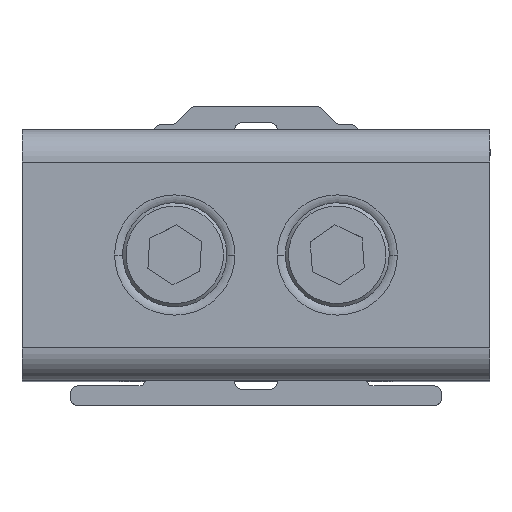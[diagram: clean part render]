
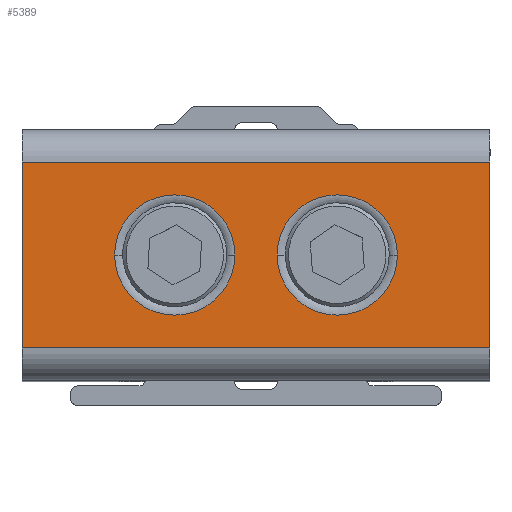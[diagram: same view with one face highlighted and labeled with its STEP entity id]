
A CAD part, top view. The second image highlights one B-rep face of the part: STEP entity #5389.
In plain terms, the highlighted face is planar.
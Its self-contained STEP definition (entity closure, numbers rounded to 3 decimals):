
#33 = CARTESIAN_POINT ( 'NONE',  ( 33.6, 103., 72. ) ) ;
#411 = DIRECTION ( 'NONE',  ( 0., -1., 0. ) ) ;
#465 = PLANE ( 'NONE',  #4257 ) ;
#547 = DIRECTION ( 'NONE',  ( 0., 0., -1. ) ) ;
#608 = DIRECTION ( 'NONE',  ( 0., 0., -1. ) ) ;
#633 = EDGE_CURVE ( 'NONE', #5617, #2360, #3934, .T. ) ;
#664 = CARTESIAN_POINT ( 'NONE',  ( 33.6, 103., 72. ) ) ;
#798 = EDGE_LOOP ( 'NONE', ( #5604, #4772 ) ) ;
#992 = CARTESIAN_POINT ( 'NONE',  ( 19.3, 103., 48.5 ) ) ;
#994 = DIRECTION ( 'NONE',  ( 0., 0., -1. ) ) ;
#1019 = CARTESIAN_POINT ( 'NONE',  ( 19.3, 103., 23.5 ) ) ;
#1145 = DIRECTION ( 'NONE',  ( 0., -1., 0. ) ) ;
#1167 = LINE ( 'NONE', #5448, #4351 ) ;
#1307 = VECTOR ( 'NONE', #994, 1000. ) ;
#1308 = EDGE_CURVE ( 'NONE', #4466, #4590, #4878, .T. ) ;
#1462 = DIRECTION ( 'NONE',  ( 0., 0., -1. ) ) ;
#1475 = AXIS2_PLACEMENT_3D ( 'NONE', #1019, #4591, #1565 ) ;
#1491 = CARTESIAN_POINT ( 'NONE',  ( 19.3, 103., 48.5 ) ) ;
#1513 = FACE_OUTER_BOUND ( 'NONE', #4677, .T. ) ;
#1565 = DIRECTION ( 'NONE',  ( 0., 0., -1. ) ) ;
#1604 = DIRECTION ( 'NONE',  ( 0., 0., -1. ) ) ;
#1912 = CARTESIAN_POINT ( 'NONE',  ( 5., 103., 72. ) ) ;
#2159 = CARTESIAN_POINT ( 'NONE',  ( 19.3, 103., 57.75 ) ) ;
#2360 = VERTEX_POINT ( 'NONE', #2859 ) ;
#2394 = FACE_BOUND ( 'NONE', #798, .T. ) ;
#2458 = ORIENTED_EDGE ( 'NONE', *, *, #6331, .T. ) ;
#2564 = DIRECTION ( 'NONE',  ( 0., -1., 0. ) ) ;
#2701 = ORIENTED_EDGE ( 'NONE', *, *, #633, .F. ) ;
#2710 = VERTEX_POINT ( 'NONE', #4662 ) ;
#2848 = AXIS2_PLACEMENT_3D ( 'NONE', #992, #3059, #547 ) ;
#2859 = CARTESIAN_POINT ( 'NONE',  ( 5., 103., 0. ) ) ;
#3059 = DIRECTION ( 'NONE',  ( 0., -1., 0. ) ) ;
#3077 = CARTESIAN_POINT ( 'NONE',  ( 5., 103., 72. ) ) ;
#3176 = ORIENTED_EDGE ( 'NONE', *, *, #1308, .T. ) ;
#3255 = VECTOR ( 'NONE', #6054, 1000. ) ;
#3506 = CIRCLE ( 'NONE', #6160, 9.25 ) ;
#3534 = VECTOR ( 'NONE', #1604, 1000. ) ;
#3632 = CARTESIAN_POINT ( 'NONE',  ( 19.3, 103., 32.75 ) ) ;
#3659 = EDGE_CURVE ( 'NONE', #3833, #2710, #6186, .T. ) ;
#3724 = EDGE_CURVE ( 'NONE', #2710, #3833, #3918, .T. ) ;
#3763 = EDGE_CURVE ( 'NONE', #5338, #6000, #6338, .T. ) ;
#3787 = EDGE_LOOP ( 'NONE', ( #4577, #5816 ) ) ;
#3833 = VERTEX_POINT ( 'NONE', #2159 ) ;
#3918 = CIRCLE ( 'NONE', #2848, 9.25 ) ;
#3934 = LINE ( 'NONE', #3077, #1307 ) ;
#4029 = CARTESIAN_POINT ( 'NONE',  ( 5., 103., 72. ) ) ;
#4257 = AXIS2_PLACEMENT_3D ( 'NONE', #1912, #411, #1462 ) ;
#4298 = CARTESIAN_POINT ( 'NONE',  ( 5., 103., 72. ) ) ;
#4351 = VECTOR ( 'NONE', #4462, 1000. ) ;
#4462 = DIRECTION ( 'NONE',  ( -1., 0., 0. ) ) ;
#4466 = VERTEX_POINT ( 'NONE', #664 ) ;
#4577 = ORIENTED_EDGE ( 'NONE', *, *, #3763, .T. ) ;
#4590 = VERTEX_POINT ( 'NONE', #5964 ) ;
#4591 = DIRECTION ( 'NONE',  ( 0., -1., 0. ) ) ;
#4662 = CARTESIAN_POINT ( 'NONE',  ( 19.3, 103., 39.25 ) ) ;
#4677 = EDGE_LOOP ( 'NONE', ( #2458, #2701, #6340, #3176 ) ) ;
#4727 = EDGE_CURVE ( 'NONE', #6000, #5338, #3506, .T. ) ;
#4772 = ORIENTED_EDGE ( 'NONE', *, *, #3659, .T. ) ;
#4878 = LINE ( 'NONE', #33, #3534 ) ;
#4909 = LINE ( 'NONE', #4029, #3255 ) ;
#4995 = AXIS2_PLACEMENT_3D ( 'NONE', #1491, #2564, #6091 ) ;
#5227 = FACE_BOUND ( 'NONE', #3787, .T. ) ;
#5338 = VERTEX_POINT ( 'NONE', #5838 ) ;
#5389 = ADVANCED_FACE ( 'NONE', ( #2394, #5227, #1513 ), #465, .F. ) ;
#5448 = CARTESIAN_POINT ( 'NONE',  ( 5., 103., 0. ) ) ;
#5604 = ORIENTED_EDGE ( 'NONE', *, *, #3724, .T. ) ;
#5617 = VERTEX_POINT ( 'NONE', #4298 ) ;
#5722 = CARTESIAN_POINT ( 'NONE',  ( 19.3, 103., 23.5 ) ) ;
#5816 = ORIENTED_EDGE ( 'NONE', *, *, #4727, .T. ) ;
#5831 = EDGE_CURVE ( 'NONE', #4466, #5617, #4909, .T. ) ;
#5838 = CARTESIAN_POINT ( 'NONE',  ( 19.3, 103., 14.25 ) ) ;
#5964 = CARTESIAN_POINT ( 'NONE',  ( 33.6, 103., 0. ) ) ;
#6000 = VERTEX_POINT ( 'NONE', #3632 ) ;
#6054 = DIRECTION ( 'NONE',  ( -1., 0., 0. ) ) ;
#6091 = DIRECTION ( 'NONE',  ( 0., 0., -1. ) ) ;
#6160 = AXIS2_PLACEMENT_3D ( 'NONE', #5722, #1145, #608 ) ;
#6186 = CIRCLE ( 'NONE', #4995, 9.25 ) ;
#6331 = EDGE_CURVE ( 'NONE', #4590, #2360, #1167, .T. ) ;
#6338 = CIRCLE ( 'NONE', #1475, 9.25 ) ;
#6340 = ORIENTED_EDGE ( 'NONE', *, *, #5831, .F. ) ;
